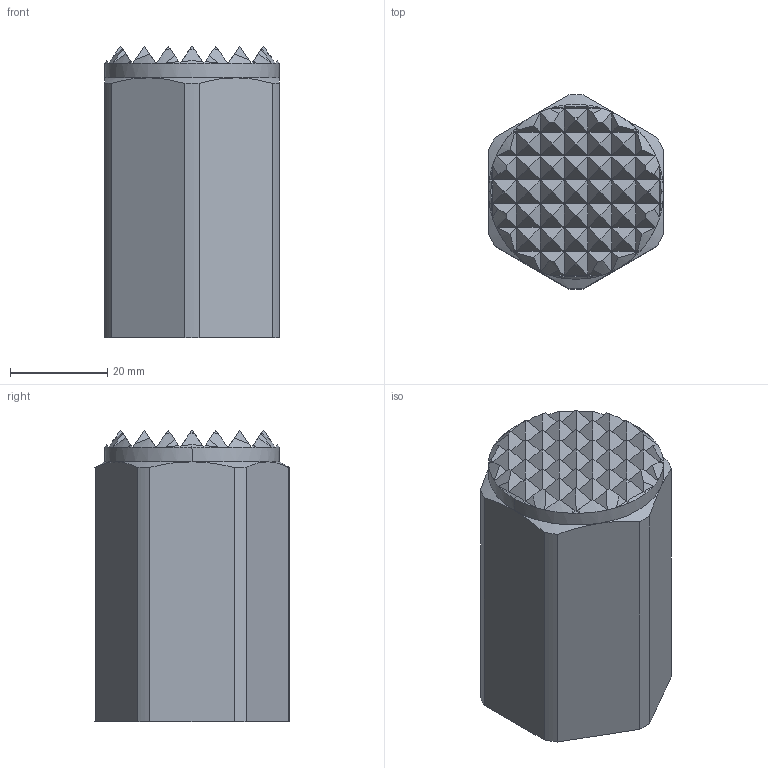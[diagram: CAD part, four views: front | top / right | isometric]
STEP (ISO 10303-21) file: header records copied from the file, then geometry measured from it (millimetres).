
FILE_DESCRIPTION(('STEP AP214'),'1');
FILE_NAME('HALDERN_EH_22690_0555.stp','2017-07-04T09:13:18',('TraceParts'),('TraceParts S.A.'),'Spatial InterOp 3D',' ',' ');
FILE_SCHEMA(('automotive_design'));
Length unit declared in the file: millimetre
Products named in the file (1): HALDERN_EH_22690_0555
Bounding box: 36 x 39.99 x 60 mm (x, y, z)
Volume: 53198.5 mm3; surface area: 12220.4 mm2
Topology: 1 solids, 1 shells, 305 faces, 606 edges, 303 vertices
Faces by surface type: plane 241, cone 52, cylinder 12
Entity records: 7239 total; most frequent: CARTESIAN_POINT 1465, ORIENTED_EDGE 1208, DIRECTION 1154, EDGE_CURVE 604, LINE 414, VECTOR 414, AXIS2_PLACEMENT_3D 370, EDGE_LOOP 307
